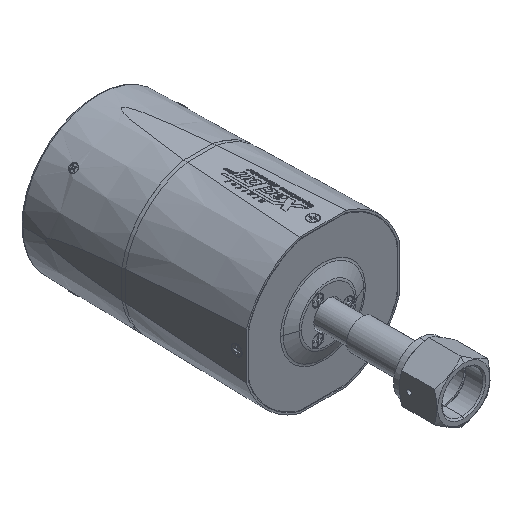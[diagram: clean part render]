
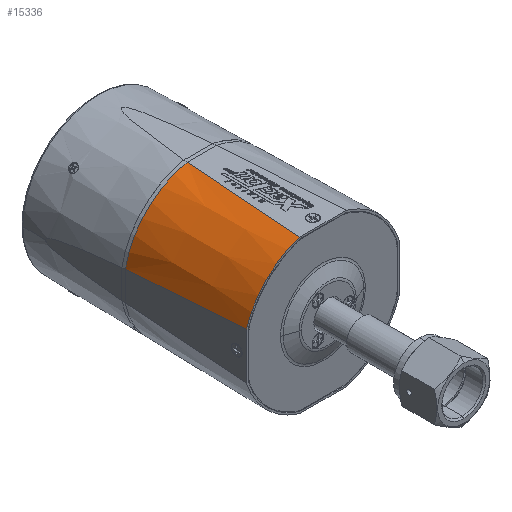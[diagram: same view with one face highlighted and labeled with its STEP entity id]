
A CAD part, isometric view. The second image highlights one B-rep face of the part: STEP entity #15336.
In plain terms, the highlighted conical face has half-angle 1 degrees and reference radius 40.492 mm.
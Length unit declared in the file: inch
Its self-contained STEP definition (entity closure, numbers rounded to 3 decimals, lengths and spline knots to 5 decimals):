
#1548 = CARTESIAN_POINT ( 'NONE',  ( -0.41755, 1.89517, 1.52415 ) ) ;
#7286 = EDGE_CURVE ( 'NONE', #28886, #133903, #79558, .T. ) ;
#8488 = CARTESIAN_POINT ( 'NONE',  ( -1.52415, 3.30498, 0.31107 ) ) ;
#9332 = CARTESIAN_POINT ( 'NONE',  ( -1.52415, 2.49966, 0.3749 ) ) ;
#11050 = CARTESIAN_POINT ( 'NONE',  ( -1.52415, 1.49189, 0.44318 ) ) ;
#15153 = DIRECTION ( 'NONE',  ( -1., 0., 0. ) ) ;
#15248 = CARTESIAN_POINT ( 'NONE',  ( -0.32804, 3.10375, 1.52415 ) ) ;
#15336 = ADVANCED_FACE ( 'NONE', ( #84946 ), #72784, .T. ) ;
#16384 = ORIENTED_EDGE ( 'NONE', *, *, #114126, .F. ) ;
#16954 = CARTESIAN_POINT ( 'NONE',  ( -0.35997, 2.70109, 1.52415 ) ) ;
#19338 = ORIENTED_EDGE ( 'NONE', *, *, #124852, .T. ) ;
#22184 = CARTESIAN_POINT ( 'NONE',  ( -1.52415, 1.08855, 0.46721 ) ) ;
#23632 = EDGE_LOOP ( 'NONE', ( #16384, #148680, #157465, #19338 ) ) ;
#23883 = CARTESIAN_POINT ( 'NONE',  ( -1.52415, 1.89517, 0.41755 ) ) ;
#28886 = VERTEX_POINT ( 'NONE', #117796 ) ;
#29693 = DIRECTION ( 'NONE',  ( 0., 1., 0. ) ) ;
#29787 = CARTESIAN_POINT ( 'NONE',  ( -0.44318, 1.49189, 1.52415 ) ) ;
#33540 = CARTESIAN_POINT ( 'NONE',  ( 0., 1.08855, 0. ) ) ;
#35003 = CARTESIAN_POINT ( 'NONE',  ( -1.52415, 2.70109, 0.35997 ) ) ;
#44393 = CIRCLE ( 'NONE', #148298, 1.55196 ) ;
#47880 = CARTESIAN_POINT ( 'NONE',  ( -1.52415, 3.10375, 0.32804 ) ) ;
#49243 = EDGE_CURVE ( 'NONE', #101411, #133903, #91517, .T. ) ;
#54689 = CARTESIAN_POINT ( 'NONE',  ( -0.3749, 2.49966, 1.52415 ) ) ;
#56785 = DIRECTION ( 'NONE',  ( 0., -1., 0. ) ) ;
#61768 = DIRECTION ( 'NONE',  ( 0., -1., 0. ) ) ;
#68677 = VERTEX_POINT ( 'NONE', #108550 ) ;
#71882 = CARTESIAN_POINT ( 'NONE',  ( -1.52415, 1.08855, 0.46721 ) ) ;
#72784 = CONICAL_SURFACE ( 'NONE', #157552, 1.59415, 0.017 ) ;
#79558 = CIRCLE ( 'NONE', #156207, 1.59415 ) ;
#80537 = CARTESIAN_POINT ( 'NONE',  ( -1.52415, 3.50605, 0.29244 ) ) ;
#82052 = CARTESIAN_POINT ( 'NONE',  ( -0.29244, 3.50605, 1.52415 ) ) ;
#84946 = FACE_OUTER_BOUND ( 'NONE', #23632, .T. ) ;
#86593 = DIRECTION ( 'NONE',  ( -1., 0., 0. ) ) ;
#89000 = CARTESIAN_POINT ( 'NONE',  ( -1.52415, 3.50605, 0.29244 ) ) ;
#91517 = B_SPLINE_CURVE_WITH_KNOTS ( 'NONE', 3,
 ( #89000, #8488, #47880, #35003, #9332, #23883, #11050, #22184 ),
 .UNSPECIFIED., .F., .F.,
 ( 4, 2, 2, 4 ),
 ( 0.37803, 0.39328, 0.40852, 0.439 ),
 .UNSPECIFIED. ) ;
#93209 = CARTESIAN_POINT ( 'NONE',  ( -0.31107, 3.30498, 1.52415 ) ) ;
#101411 = VERTEX_POINT ( 'NONE', #80537 ) ;
#108550 = CARTESIAN_POINT ( 'NONE',  ( -0.29244, 3.50605, 1.52415 ) ) ;
#114126 = EDGE_CURVE ( 'NONE', #101411, #68677, #44393, .T. ) ;
#117796 = CARTESIAN_POINT ( 'NONE',  ( -0.46721, 1.08855, 1.52415 ) ) ;
#118882 = CARTESIAN_POINT ( 'NONE',  ( -0.46721, 1.08855, 1.52415 ) ) ;
#124852 = EDGE_CURVE ( 'NONE', #28886, #68677, #166850, .T. ) ;
#133903 = VERTEX_POINT ( 'NONE', #71882 ) ;
#135533 = DIRECTION ( 'NONE',  ( -1., 0., 0. ) ) ;
#143650 = CARTESIAN_POINT ( 'NONE',  ( 0., 3.50605, 0. ) ) ;
#148298 = AXIS2_PLACEMENT_3D ( 'NONE', #143650, #29693, #15153 ) ;
#148680 = ORIENTED_EDGE ( 'NONE', *, *, #49243, .T. ) ;
#156207 = AXIS2_PLACEMENT_3D ( 'NONE', #162112, #56785, #135533 ) ;
#157465 = ORIENTED_EDGE ( 'NONE', *, *, #7286, .F. ) ;
#157552 = AXIS2_PLACEMENT_3D ( 'NONE', #33540, #61768, #86593 ) ;
#162112 = CARTESIAN_POINT ( 'NONE',  ( 0., 1.08855, 0. ) ) ;
#166850 = B_SPLINE_CURVE_WITH_KNOTS ( 'NONE', 3,
 ( #118882, #29787, #1548, #54689, #16954, #15248, #93209, #82052 ),
 .UNSPECIFIED., .F., .F.,
 ( 4, 2, 2, 4 ),
 ( 0.06502, 0.09581, 0.1112, 0.1266 ),
 .UNSPECIFIED. ) ;
